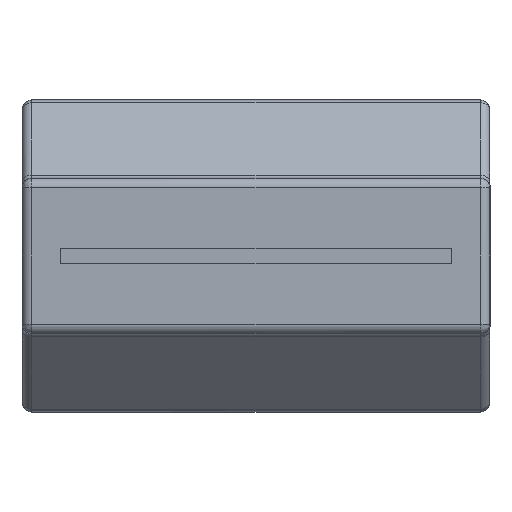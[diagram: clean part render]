
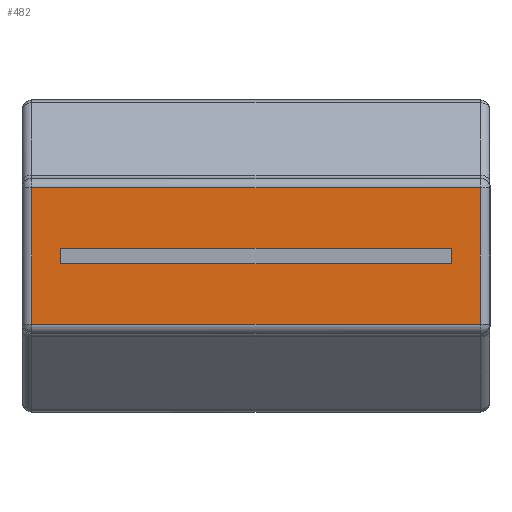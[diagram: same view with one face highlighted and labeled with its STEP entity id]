
A CAD part, front view. The second image highlights one B-rep face of the part: STEP entity #482.
In plain terms, the highlighted free-form (B-spline) face has degree [1, 1] with [2, 2] control points.
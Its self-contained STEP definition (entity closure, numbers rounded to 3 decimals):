
#482 = ADVANCED_FACE('',(#483,#513),#543,.F.);
#483 = FACE_BOUND('',#484,.T.);
#484 = EDGE_LOOP('',(#485,#494,#501,#508));
#485 = ORIENTED_EDGE('',*,*,#486,.T.);
#486 = EDGE_CURVE('',#487,#489,#491,.T.);
#487 = VERTEX_POINT('',#488);
#488 = CARTESIAN_POINT('',(-4.686,-6.52,
    1.426));
#489 = VERTEX_POINT('',#490);
#490 = CARTESIAN_POINT('',(-4.686,-6.52,
    -1.426));
#491 = B_SPLINE_CURVE_WITH_KNOTS('',1,(#492,#493),.UNSPECIFIED.,.F.,.F.,
  (2,2),(2.25,5.75),.PIECEWISE_BEZIER_KNOTS.);
#492 = CARTESIAN_POINT('',(-4.686,-6.52,
    1.426));
#493 = CARTESIAN_POINT('',(-4.686,-6.52,
    -1.426));
#494 = ORIENTED_EDGE('',*,*,#495,.T.);
#495 = EDGE_CURVE('',#489,#496,#498,.T.);
#496 = VERTEX_POINT('',#497);
#497 = CARTESIAN_POINT('',(4.686,-6.52,
    -1.426));
#498 = B_SPLINE_CURVE_WITH_KNOTS('',1,(#499,#500),.UNSPECIFIED.,.F.,.F.,
  (2,2),(-11.75,-0.25),.PIECEWISE_BEZIER_KNOTS.);
#499 = CARTESIAN_POINT('',(-4.686,-6.52,
    -1.426));
#500 = CARTESIAN_POINT('',(4.686,-6.52,
    -1.426));
#501 = ORIENTED_EDGE('',*,*,#502,.F.);
#502 = EDGE_CURVE('',#503,#496,#505,.T.);
#503 = VERTEX_POINT('',#504);
#504 = CARTESIAN_POINT('',(4.686,-6.52,1.426
    ));
#505 = B_SPLINE_CURVE_WITH_KNOTS('',1,(#506,#507),.UNSPECIFIED.,.F.,.F.,
  (2,2),(0.25,3.75),.PIECEWISE_BEZIER_KNOTS.);
#506 = CARTESIAN_POINT('',(4.686,-6.52,1.426
    ));
#507 = CARTESIAN_POINT('',(4.686,-6.52,
    -1.426));
#508 = ORIENTED_EDGE('',*,*,#509,.F.);
#509 = EDGE_CURVE('',#487,#503,#510,.T.);
#510 = B_SPLINE_CURVE_WITH_KNOTS('',1,(#511,#512),.UNSPECIFIED.,.F.,.F.,
  (2,2),(0.25,11.75),.PIECEWISE_BEZIER_KNOTS.);
#511 = CARTESIAN_POINT('',(-4.686,-6.52,
    1.426));
#512 = CARTESIAN_POINT('',(4.686,-6.52,1.426
    ));
#513 = FACE_BOUND('',#514,.T.);
#514 = EDGE_LOOP('',(#515,#524,#531,#538));
#515 = ORIENTED_EDGE('',*,*,#516,.F.);
#516 = EDGE_CURVE('',#517,#519,#521,.T.);
#517 = VERTEX_POINT('',#518);
#518 = CARTESIAN_POINT('',(-4.075,-6.52,
    -0.163));
#519 = VERTEX_POINT('',#520);
#520 = CARTESIAN_POINT('',(4.075,-6.52,
    -0.163));
#521 = B_SPLINE_CURVE_WITH_KNOTS('',1,(#522,#523),.UNSPECIFIED.,.F.,.F.,
  (2,2),(-5.,5.),.PIECEWISE_BEZIER_KNOTS.);
#522 = CARTESIAN_POINT('',(-4.075,-6.52,
    -0.163));
#523 = CARTESIAN_POINT('',(4.075,-6.52,
    -0.163));
#524 = ORIENTED_EDGE('',*,*,#525,.F.);
#525 = EDGE_CURVE('',#526,#517,#528,.T.);
#526 = VERTEX_POINT('',#527);
#527 = CARTESIAN_POINT('',(-4.075,-6.52,
    0.163));
#528 = B_SPLINE_CURVE_WITH_KNOTS('',1,(#529,#530),.UNSPECIFIED.,.F.,.F.,
  (2,2),(0.,0.4),.PIECEWISE_BEZIER_KNOTS.);
#529 = CARTESIAN_POINT('',(-4.075,-6.52,
    0.163));
#530 = CARTESIAN_POINT('',(-4.075,-6.52,
    -0.163));
#531 = ORIENTED_EDGE('',*,*,#532,.T.);
#532 = EDGE_CURVE('',#526,#533,#535,.T.);
#533 = VERTEX_POINT('',#534);
#534 = CARTESIAN_POINT('',(4.075,-6.52,0.163
    ));
#535 = B_SPLINE_CURVE_WITH_KNOTS('',1,(#536,#537),.UNSPECIFIED.,.F.,.F.,
  (2,2),(-5.,5.),.PIECEWISE_BEZIER_KNOTS.);
#536 = CARTESIAN_POINT('',(-4.075,-6.52,
    0.163));
#537 = CARTESIAN_POINT('',(4.075,-6.52,0.163
    ));
#538 = ORIENTED_EDGE('',*,*,#539,.T.);
#539 = EDGE_CURVE('',#533,#519,#540,.T.);
#540 = B_SPLINE_CURVE_WITH_KNOTS('',1,(#541,#542),.UNSPECIFIED.,.F.,.F.,
  (2,2),(0.,0.4),.PIECEWISE_BEZIER_KNOTS.);
#541 = CARTESIAN_POINT('',(4.075,-6.52,0.163
    ));
#542 = CARTESIAN_POINT('',(4.075,-6.52,
    -0.163));
#543 = B_SPLINE_SURFACE_WITH_KNOTS('',1,1,(
    (#544,#545)
    ,(#546,#547
    )),.UNSPECIFIED.,.F.,.F.,.F.,(2,2),(2,2),(2.25,5.75),(-5.75,5.75),
  .PIECEWISE_BEZIER_KNOTS.);
#544 = CARTESIAN_POINT('',(4.686,-6.52,1.426
    ));
#545 = CARTESIAN_POINT('',(-4.686,-6.52,
    1.426));
#546 = CARTESIAN_POINT('',(4.686,-6.52,
    -1.426));
#547 = CARTESIAN_POINT('',(-4.686,-6.52,
    -1.426));
